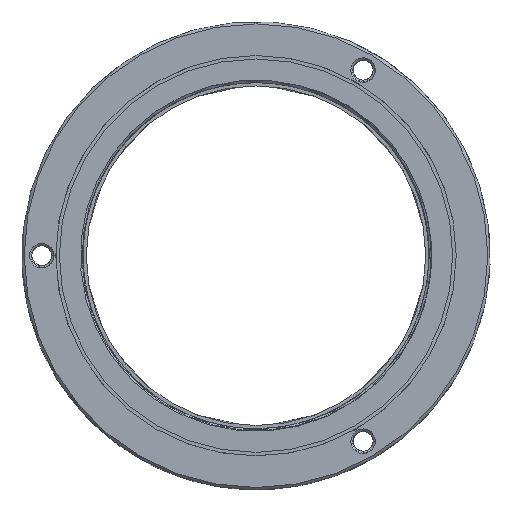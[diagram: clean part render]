
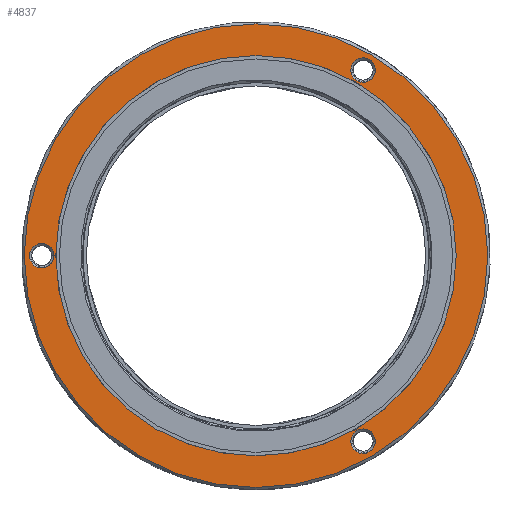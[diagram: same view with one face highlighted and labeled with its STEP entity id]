
A CAD part, left-side view. The second image highlights one B-rep face of the part: STEP entity #4837.
In plain terms, the highlighted planar face has unit normal (-1, 0, 0).
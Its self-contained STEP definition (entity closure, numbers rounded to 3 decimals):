
#282 = ORIENTED_EDGE ( 'NONE', *, *, #14158, .T. ) ;
#394 = VERTEX_POINT ( 'NONE', #15497 ) ;
#1830 = ORIENTED_EDGE ( 'NONE', *, *, #3669, .F. ) ;
#2350 = CIRCLE ( 'NONE', #18103, 19.8 ) ;
#3669 = EDGE_CURVE ( 'NONE', #18975, #18975, #17759, .T. ) ;
#4149 = DIRECTION ( 'NONE',  ( 0., 0., -1. ) ) ;
#4837 = ADVANCED_FACE ( 'NONE', ( #10892, #14248, #8698, #21746, #8816 ), #9061, .F. ) ;
#5316 = CARTESIAN_POINT ( 'NONE',  ( 8., 0., 0. ) ) ;
#6128 = CARTESIAN_POINT ( 'NONE',  ( 8., -9.15, 14.798 ) ) ;
#7065 = EDGE_LOOP ( 'NONE', ( #1830 ) ) ;
#7362 = EDGE_LOOP ( 'NONE', ( #13165 ) ) ;
#7418 = DIRECTION ( 'NONE',  ( 0., 0., 1. ) ) ;
#8193 = DIRECTION ( 'NONE',  ( 0., 0., -1. ) ) ;
#8390 = EDGE_LOOP ( 'NONE', ( #16723 ) ) ;
#8470 = VERTEX_POINT ( 'NONE', #12375 ) ;
#8632 = AXIS2_PLACEMENT_3D ( 'NONE', #14762, #13478, #9432 ) ;
#8696 = DIRECTION ( 'NONE',  ( 1., 0., 0. ) ) ;
#8698 = FACE_BOUND ( 'NONE', #19003, .T. ) ;
#8816 = FACE_BOUND ( 'NONE', #7065, .T. ) ;
#9061 = PLANE ( 'NONE',  #21291 ) ;
#9432 = DIRECTION ( 'NONE',  ( 0., 0., -1. ) ) ;
#9717 = CARTESIAN_POINT ( 'NONE',  ( 8., 0., 0. ) ) ;
#9781 = CIRCLE ( 'NONE', #8632, 1.05 ) ;
#9782 = CARTESIAN_POINT ( 'NONE',  ( 8., 18.3, 0. ) ) ;
#10529 = CARTESIAN_POINT ( 'NONE',  ( 8., -9.15, 15.848 ) ) ;
#10777 = CARTESIAN_POINT ( 'NONE',  ( 8., 20., 0. ) ) ;
#10892 = FACE_OUTER_BOUND ( 'NONE', #7362, .T. ) ;
#12184 = AXIS2_PLACEMENT_3D ( 'NONE', #9717, #17271, #7418 ) ;
#12375 = CARTESIAN_POINT ( 'NONE',  ( 8., 0., -19.8 ) ) ;
#12495 = EDGE_CURVE ( 'NONE', #394, #394, #19848, .T. ) ;
#12750 = AXIS2_PLACEMENT_3D ( 'NONE', #9782, #13231, #4149 ) ;
#13165 = ORIENTED_EDGE ( 'NONE', *, *, #22937, .T. ) ;
#13231 = DIRECTION ( 'NONE',  ( 1., 0., 0. ) ) ;
#13478 = DIRECTION ( 'NONE',  ( 1., 0., 0. ) ) ;
#14158 = EDGE_CURVE ( 'NONE', #23002, #23002, #20506, .T. ) ;
#14248 = FACE_BOUND ( 'NONE', #8390, .T. ) ;
#14602 = AXIS2_PLACEMENT_3D ( 'NONE', #10529, #8696, #8193 ) ;
#14762 = CARTESIAN_POINT ( 'NONE',  ( 8., -9.15, -15.848 ) ) ;
#15497 = CARTESIAN_POINT ( 'NONE',  ( 8., 18.3, -1.05 ) ) ;
#16513 = DIRECTION ( 'NONE',  ( 0., 0., -1. ) ) ;
#16723 = ORIENTED_EDGE ( 'NONE', *, *, #23153, .T. ) ;
#17271 = DIRECTION ( 'NONE',  ( -1., 0., 0. ) ) ;
#17628 = ORIENTED_EDGE ( 'NONE', *, *, #12495, .T. ) ;
#17759 = CIRCLE ( 'NONE', #12184, 17.1 ) ;
#18103 = AXIS2_PLACEMENT_3D ( 'NONE', #5316, #18753, #16513 ) ;
#18334 = DIRECTION ( 'NONE',  ( 0., 0., -1. ) ) ;
#18545 = EDGE_LOOP ( 'NONE', ( #17628 ) ) ;
#18753 = DIRECTION ( 'NONE',  ( -1., 0., 0. ) ) ;
#18975 = VERTEX_POINT ( 'NONE', #22879 ) ;
#19003 = EDGE_LOOP ( 'NONE', ( #282 ) ) ;
#19848 = CIRCLE ( 'NONE', #12750, 1.05 ) ;
#20506 = CIRCLE ( 'NONE', #14602, 1.05 ) ;
#21291 = AXIS2_PLACEMENT_3D ( 'NONE', #10777, #24097, #18334 ) ;
#21746 = FACE_BOUND ( 'NONE', #18545, .T. ) ;
#21764 = VERTEX_POINT ( 'NONE', #23133 ) ;
#22879 = CARTESIAN_POINT ( 'NONE',  ( 8., 0., 17.1 ) ) ;
#22937 = EDGE_CURVE ( 'NONE', #8470, #8470, #2350, .T. ) ;
#23002 = VERTEX_POINT ( 'NONE', #6128 ) ;
#23133 = CARTESIAN_POINT ( 'NONE',  ( 8., -9.15, -16.898 ) ) ;
#23153 = EDGE_CURVE ( 'NONE', #21764, #21764, #9781, .T. ) ;
#24097 = DIRECTION ( 'NONE',  ( 1., 0., 0. ) ) ;
